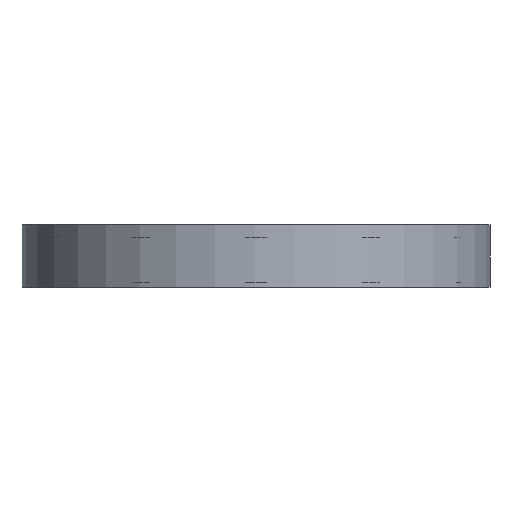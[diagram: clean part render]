
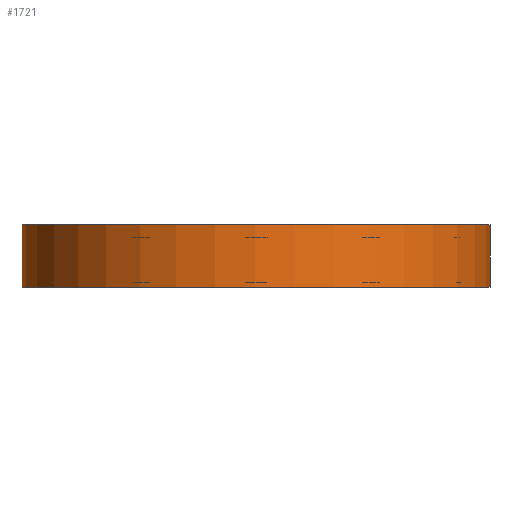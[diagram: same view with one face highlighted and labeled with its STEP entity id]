
A CAD part, left-side view. The second image highlights one B-rep face of the part: STEP entity #1721.
In plain terms, the highlighted cylindrical face has radius 47.875 mm (diameter 95.75 mm), a partial arc.
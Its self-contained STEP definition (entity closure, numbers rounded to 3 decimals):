
#110=LINE('',#2865,#198);
#115=LINE('',#2884,#203);
#198=VECTOR('',#2273,10.);
#203=VECTOR('',#2290,10.);
#274=CYLINDRICAL_SURFACE('',#1954,47.875);
#337=FACE_OUTER_BOUND('',#453,.T.);
#453=EDGE_LOOP('',(#1336,#1337,#1338,#1339));
#578=CIRCLE('',#1905,47.875);
#620=CIRCLE('',#1951,47.875);
#737=VERTEX_POINT('',#2858);
#740=VERTEX_POINT('',#2863);
#745=VERTEX_POINT('',#2877);
#748=VERTEX_POINT('',#2882);
#934=EDGE_CURVE('',#740,#737,#110,.T.);
#943=EDGE_CURVE('',#748,#745,#115,.T.);
#954=EDGE_CURVE('',#737,#748,#578,.T.);
#1005=EDGE_CURVE('',#740,#745,#620,.T.);
#1336=ORIENTED_EDGE('',*,*,#934,.F.);
#1337=ORIENTED_EDGE('',*,*,#1005,.T.);
#1338=ORIENTED_EDGE('',*,*,#943,.F.);
#1339=ORIENTED_EDGE('',*,*,#954,.F.);
#1721=ADVANCED_FACE('',(#337),#274,.T.);
#1905=AXIS2_PLACEMENT_3D('',#2905,#2310,#2311);
#1951=AXIS2_PLACEMENT_3D('',#2992,#2411,#2412);
#1954=AXIS2_PLACEMENT_3D('',#2995,#2417,#2418);
#2273=DIRECTION('',(0.,0.,-1.));
#2290=DIRECTION('',(0.,0.,1.));
#2310=DIRECTION('center_axis',(0.,0.,-1.));
#2311=DIRECTION('ref_axis',(1.,0.,0.));
#2411=DIRECTION('center_axis',(0.,0.,-1.));
#2412=DIRECTION('ref_axis',(1.,0.,0.));
#2417=DIRECTION('center_axis',(0.,0.,1.));
#2418=DIRECTION('ref_axis',(0.966,0.259,0.));
#2858=CARTESIAN_POINT('',(0.21,123.554,2.413));
#2863=CARTESIAN_POINT('',(0.21,123.554,15.113));
#2865=CARTESIAN_POINT('',(0.21,123.554,2.413));
#2877=CARTESIAN_POINT('',(3.252,112.201,15.113));
#2882=CARTESIAN_POINT('',(3.252,112.201,2.413));
#2884=CARTESIAN_POINT('',(3.252,112.201,2.413));
#2905=CARTESIAN_POINT('Origin',(47.625,130.175,2.413));
#2992=CARTESIAN_POINT('Origin',(47.625,130.175,15.113));
#2995=CARTESIAN_POINT('Origin',(47.625,130.175,2.413));
